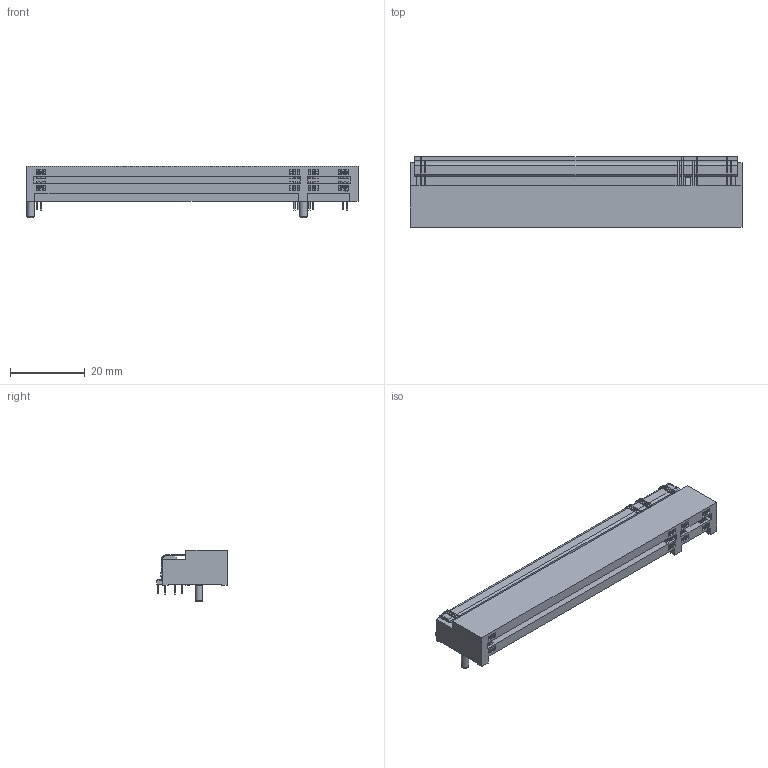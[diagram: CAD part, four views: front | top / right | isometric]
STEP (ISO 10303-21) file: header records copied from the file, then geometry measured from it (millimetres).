
FILE_DESCRIPTION(/* description */ (''),/* implementation_level */ '2;1');
FILE_NAME(/* name */ 'SAMTEC_PCIE-164-02-F-D-RA.stp',/* time_stamp */ '2017-01-30T14:11:35+01:00',/* author */ ('jchouvet'),/* organization */ (''),/* preprocessor_version */ 'ST-DEVELOPER v16.1',/* originating_system */ 'AutoCAD Mechanical',/* authorisation */ ' ');
FILE_SCHEMA (('AUTOMOTIVE_DESIGN { 1 0 10303 214 3 1 1 }'));
Length unit declared in the file: millimetre
Products named in the file (1): Product
Bounding box: 89 x 18.85 x 13.86 mm (x, y, z)
Volume: 9991.5 mm3; surface area: 8834.6 mm2
Topology: 7 solids, 7 shells, 817 faces, 2550 edges, 1688 vertices
Faces by surface type: plane 610, cylinder 203, cone 2, torus 2
Full cylindrical faces by diameter (mm): 2 x2
Entity records: 28283 total; most frequent: ORIENTED_EDGE 5088, CARTESIAN_POINT 5050, DIRECTION 4592, EDGE_CURVE 2544, LINE 2132, VECTOR 2132, VERTEX_POINT 1688, AXIS2_PLACEMENT_3D 1230
